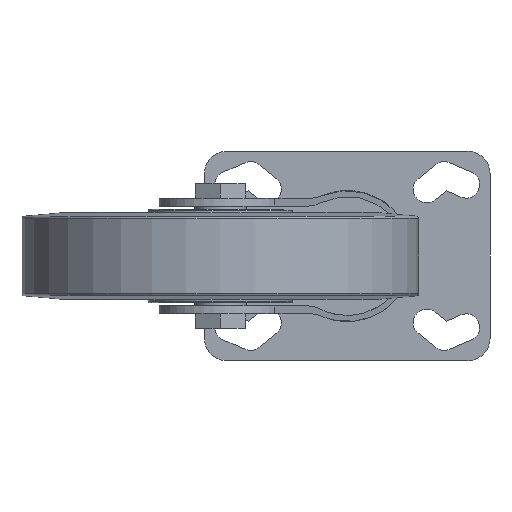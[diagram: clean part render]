
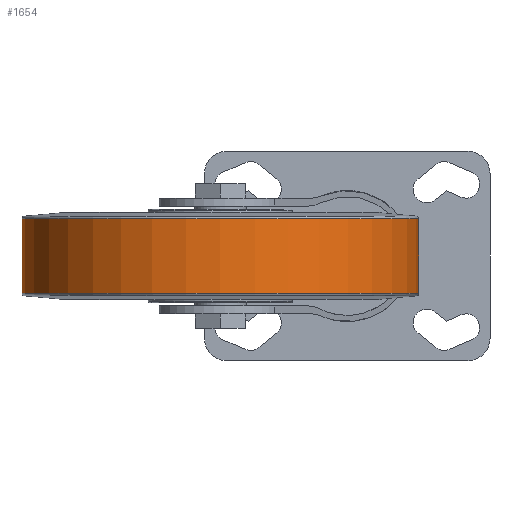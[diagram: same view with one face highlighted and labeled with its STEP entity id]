
A CAD part, front view. The second image highlights one B-rep face of the part: STEP entity #1654.
In plain terms, the highlighted cylindrical face has radius 62.5 mm (diameter 125 mm), a full revolution.
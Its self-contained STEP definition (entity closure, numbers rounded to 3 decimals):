
#370=CYLINDRICAL_SURFACE('',#1806,62.5);
#584=ORIENTED_EDGE('',*,*,#934,.T.);
#585=ORIENTED_EDGE('',*,*,#933,.F.);
#933=EDGE_CURVE('',#1129,#1129,#1247,.T.);
#934=EDGE_CURVE('',#1130,#1130,#1248,.T.);
#1129=VERTEX_POINT('',#2637);
#1130=VERTEX_POINT('',#2640);
#1247=CIRCLE('',#1805,62.5);
#1248=CIRCLE('',#1807,62.5);
#1364=EDGE_LOOP('',(#584));
#1365=EDGE_LOOP('',(#585));
#1514=FACE_BOUND('',#1364,.T.);
#1515=FACE_BOUND('',#1365,.T.);
#1654=ADVANCED_FACE('',(#1514,#1515),#370,.T.);
#1805=AXIS2_PLACEMENT_3D('',#2636,#2138,#2139);
#1806=AXIS2_PLACEMENT_3D('',#2638,#2140,#2141);
#1807=AXIS2_PLACEMENT_3D('',#2639,#2142,#2143);
#2138=DIRECTION('',(0.,0.,-1.));
#2139=DIRECTION('',(-1.,0.,0.));
#2140=DIRECTION('',(0.,0.,-1.));
#2141=DIRECTION('',(-1.,0.,0.));
#2142=DIRECTION('',(0.,0.,-1.));
#2143=DIRECTION('',(-1.,0.,0.));
#2636=CARTESIAN_POINT('',(0.,0.,-11.813));
#2637=CARTESIAN_POINT('',(-62.5,0.,-11.813));
#2638=CARTESIAN_POINT('',(0.,0.,-14.75));
#2639=CARTESIAN_POINT('',(0.,0.,11.813));
#2640=CARTESIAN_POINT('',(-62.5,0.,11.813));
